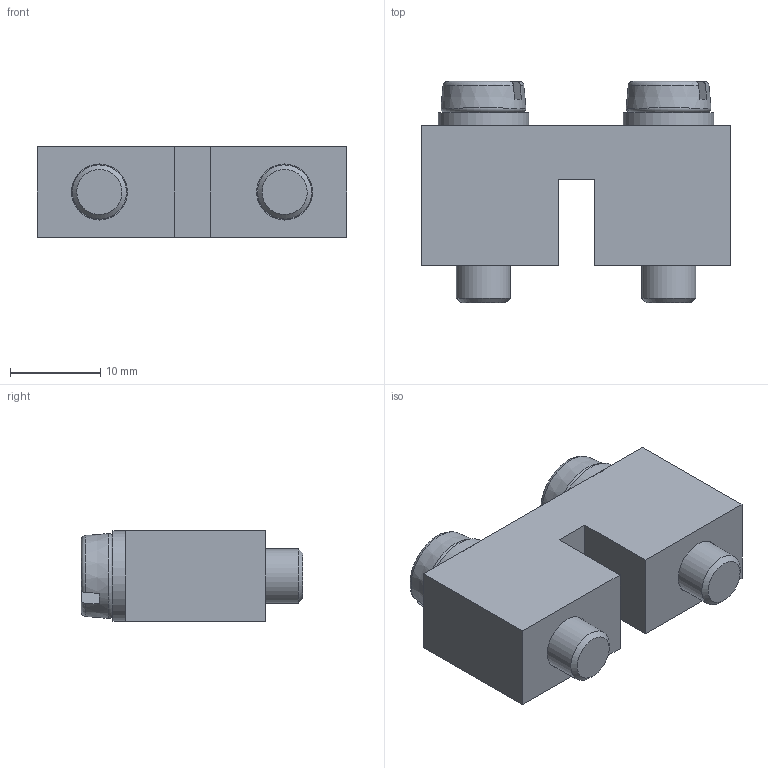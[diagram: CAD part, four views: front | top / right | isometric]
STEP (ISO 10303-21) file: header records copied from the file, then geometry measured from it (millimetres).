
FILE_DESCRIPTION(/* description */ (''),/* implementation_level */ '2;1');
FILE_NAME(/* name */ '17265_0_SQ70_2.stp',/* time_stamp */ '2019-04-24T10:43:49+02:00',/* author */ (''),/* organization */ (''),/* preprocessor_version */ 'ST-DEVELOPER v16.7',/* originating_system */ 'SIEMENS PLM Software NX 12.0',/* authorisation */ '');
FILE_SCHEMA (('AUTOMOTIVE_DESIGN { 1 0 10303 214 3 1 1 1 }'));
Length unit declared in the file: millimetre
Products named in the file (1): 17265_0_SQ70_2
Bounding box: 34.3 x 24.5 x 10 mm (x, y, z)
Volume: 5587.7 mm3; surface area: 4236.7 mm2
Topology: 5 solids, 5 shells, 50 faces, 112 edges, 74 vertices
Faces by surface type: plane 28, cylinder 10, cone 6, torus 6
Full cylindrical faces by diameter (mm): 5.3 x2, 6 x2, 6.2 x2, 6.6 x2, 10 x2
Entity records: 1440 total; most frequent: CARTESIAN_POINT 371, DIRECTION 210, ORIENTED_EDGE 172, AXIS2_PLACEMENT_3D 89, EDGE_CURVE 86, EDGE_LOOP 78, VERTEX_POINT 66, FACE_BOUND 55
